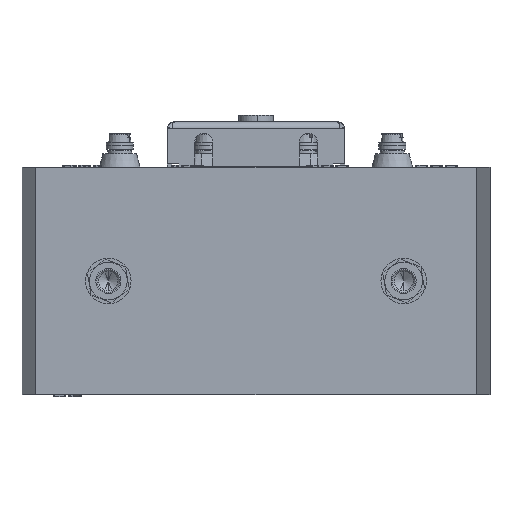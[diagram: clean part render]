
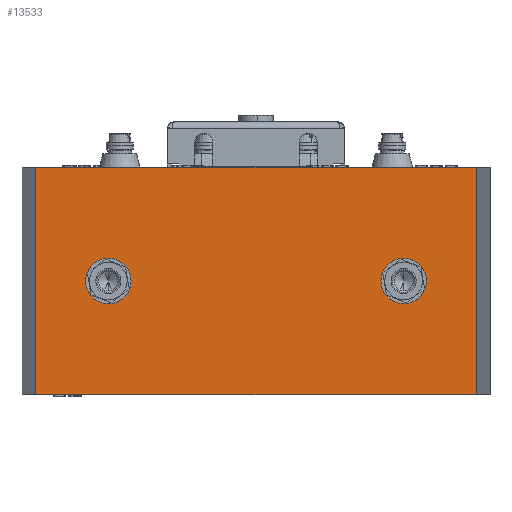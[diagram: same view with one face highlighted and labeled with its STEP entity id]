
A CAD part, front view. The second image highlights one B-rep face of the part: STEP entity #13533.
In plain terms, the highlighted planar face has unit normal (0, -1, 0).
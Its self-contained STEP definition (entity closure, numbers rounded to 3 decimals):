
#584 = CARTESIAN_POINT ( 'NONE',  ( -97., -109., -50. ) ) ;
#1393 = CARTESIAN_POINT ( 'NONE',  ( -97., -109., 50. ) ) ;
#3498 = ORIENTED_EDGE ( 'NONE', *, *, #113926, .T. ) ;
#6375 = CARTESIAN_POINT ( 'NONE',  ( -97., -109., 50. ) ) ;
#10448 = CARTESIAN_POINT ( 'NONE',  ( 97., -109., -50. ) ) ;
#10573 = CIRCLE ( 'NONE', #103018, 10. ) ;
#11111 = EDGE_CURVE ( 'NONE', #102411, #28588, #73144, .T. ) ;
#12440 = ORIENTED_EDGE ( 'NONE', *, *, #61433, .F. ) ;
#13533 = ADVANCED_FACE ( 'NONE', ( #65315, #112094, #40362 ), #80344, .T. ) ;
#15307 = ORIENTED_EDGE ( 'NONE', *, *, #11111, .F. ) ;
#16988 = CARTESIAN_POINT ( 'NONE',  ( -65., -109., 0. ) ) ;
#19765 = CARTESIAN_POINT ( 'NONE',  ( -97., -109., -50. ) ) ;
#21776 = DIRECTION ( 'NONE',  ( 0., 0., 1. ) ) ;
#22544 = CARTESIAN_POINT ( 'NONE',  ( 65., -109., 0. ) ) ;
#24467 = VECTOR ( 'NONE', #53903, 1000. ) ;
#25635 = ORIENTED_EDGE ( 'NONE', *, *, #99063, .T. ) ;
#26006 = CIRCLE ( 'NONE', #29722, 10. ) ;
#26467 = DIRECTION ( 'NONE',  ( 0., 0., -1. ) ) ;
#26672 = CARTESIAN_POINT ( 'NONE',  ( -65., -109., 0. ) ) ;
#27828 = CARTESIAN_POINT ( 'NONE',  ( 65., -109., 10. ) ) ;
#28588 = VERTEX_POINT ( 'NONE', #1393 ) ;
#29722 = AXIS2_PLACEMENT_3D ( 'NONE', #22544, #88158, #31981 ) ;
#29781 = DIRECTION ( 'NONE',  ( 0., 0., 1. ) ) ;
#31981 = DIRECTION ( 'NONE',  ( 0., 0., -1. ) ) ;
#34545 = ORIENTED_EDGE ( 'NONE', *, *, #109493, .F. ) ;
#36103 = DIRECTION ( 'NONE',  ( 0., 0., -1. ) ) ;
#36556 = EDGE_CURVE ( 'NONE', #28588, #104864, #49297, .T. ) ;
#37407 = CARTESIAN_POINT ( 'NONE',  ( 65., -109., 0. ) ) ;
#40362 = FACE_OUTER_BOUND ( 'NONE', #71251, .T. ) ;
#41971 = EDGE_LOOP ( 'NONE', ( #12440, #34545 ) ) ;
#42610 = EDGE_CURVE ( 'NONE', #52762, #77459, #10573, .T. ) ;
#43237 = ORIENTED_EDGE ( 'NONE', *, *, #36556, .F. ) ;
#46812 = DIRECTION ( 'NONE',  ( 0., 0., -1. ) ) ;
#49034 = ORIENTED_EDGE ( 'NONE', *, *, #60743, .F. ) ;
#49297 = LINE ( 'NONE', #6375, #24467 ) ;
#52280 = VERTEX_POINT ( 'NONE', #10448 ) ;
#52762 = VERTEX_POINT ( 'NONE', #53336 ) ;
#53336 = CARTESIAN_POINT ( 'NONE',  ( -65., -109., -10. ) ) ;
#53903 = DIRECTION ( 'NONE',  ( 1., 0., 0. ) ) ;
#55444 = AXIS2_PLACEMENT_3D ( 'NONE', #16988, #82639, #26467 ) ;
#57582 = VECTOR ( 'NONE', #75990, 1000. ) ;
#60743 = EDGE_CURVE ( 'NONE', #77459, #52762, #77344, .T. ) ;
#61433 = EDGE_CURVE ( 'NONE', #67572, #105597, #26006, .T. ) ;
#61979 = CARTESIAN_POINT ( 'NONE',  ( -65., -109., 10. ) ) ;
#65315 = FACE_BOUND ( 'NONE', #41971, .T. ) ;
#66142 = CARTESIAN_POINT ( 'NONE',  ( 65., -109., -10. ) ) ;
#67572 = VERTEX_POINT ( 'NONE', #66142 ) ;
#69703 = AXIS2_PLACEMENT_3D ( 'NONE', #37407, #102869, #46812 ) ;
#71116 = CARTESIAN_POINT ( 'NONE',  ( -97., -109., -50. ) ) ;
#71251 = EDGE_LOOP ( 'NONE', ( #43237, #15307, #3498, #25635 ) ) ;
#73144 = LINE ( 'NONE', #71116, #97962 ) ;
#75990 = DIRECTION ( 'NONE',  ( 1., 0., 0. ) ) ;
#76992 = ORIENTED_EDGE ( 'NONE', *, *, #42610, .F. ) ;
#77082 = DIRECTION ( 'NONE',  ( 1., 0., 0. ) ) ;
#77107 = DIRECTION ( 'NONE',  ( 0., -1., 0. ) ) ;
#77228 = CARTESIAN_POINT ( 'NONE',  ( -97., -109., -50. ) ) ;
#77276 = VECTOR ( 'NONE', #29781, 1000. ) ;
#77344 = CIRCLE ( 'NONE', #55444, 10. ) ;
#77459 = VERTEX_POINT ( 'NONE', #61979 ) ;
#80344 = PLANE ( 'NONE',  #120236 ) ;
#82639 = DIRECTION ( 'NONE',  ( 0., -1., 0. ) ) ;
#85953 = CARTESIAN_POINT ( 'NONE',  ( 97., -109., -50. ) ) ;
#88158 = DIRECTION ( 'NONE',  ( 0., -1., 0. ) ) ;
#92188 = DIRECTION ( 'NONE',  ( 0., -1., 0. ) ) ;
#97962 = VECTOR ( 'NONE', #21776, 1000. ) ;
#99063 = EDGE_CURVE ( 'NONE', #52280, #104864, #102119, .T. ) ;
#100010 = CARTESIAN_POINT ( 'NONE',  ( 97., -109., 50. ) ) ;
#102119 = LINE ( 'NONE', #85953, #77276 ) ;
#102411 = VERTEX_POINT ( 'NONE', #584 ) ;
#102869 = DIRECTION ( 'NONE',  ( 0., -1., 0. ) ) ;
#103018 = AXIS2_PLACEMENT_3D ( 'NONE', #26672, #92188, #36103 ) ;
#104483 = LINE ( 'NONE', #19765, #57582 ) ;
#104864 = VERTEX_POINT ( 'NONE', #100010 ) ;
#105597 = VERTEX_POINT ( 'NONE', #27828 ) ;
#109316 = EDGE_LOOP ( 'NONE', ( #76992, #49034 ) ) ;
#109493 = EDGE_CURVE ( 'NONE', #105597, #67572, #115799, .T. ) ;
#112094 = FACE_BOUND ( 'NONE', #109316, .T. ) ;
#113926 = EDGE_CURVE ( 'NONE', #102411, #52280, #104483, .T. ) ;
#115799 = CIRCLE ( 'NONE', #69703, 10. ) ;
#120236 = AXIS2_PLACEMENT_3D ( 'NONE', #77228, #77107, #77082 ) ;
